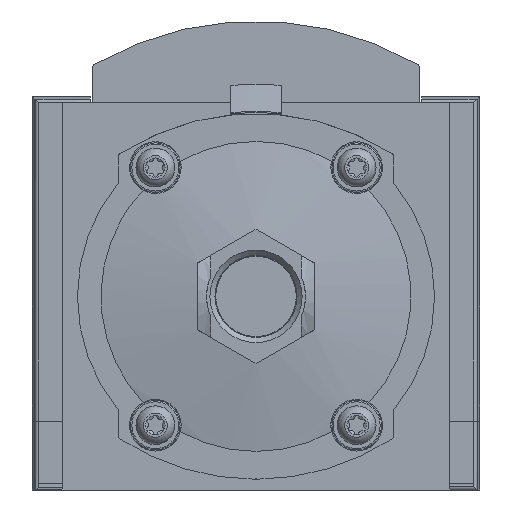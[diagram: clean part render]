
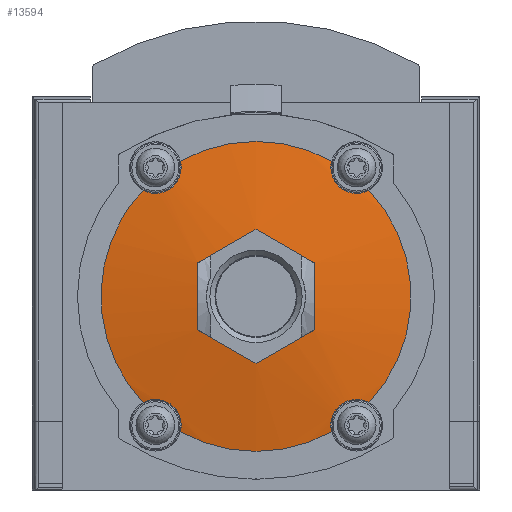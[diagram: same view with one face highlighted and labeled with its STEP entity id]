
A CAD part, front view. The second image highlights one B-rep face of the part: STEP entity #13594.
In plain terms, the highlighted spherical face has radius 160 mm.
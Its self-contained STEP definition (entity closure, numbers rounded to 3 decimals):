
#2679=SPHERICAL_SURFACE('',#14326,160.);
#2741=B_SPLINE_CURVE_WITH_KNOTS('',3,(#19247,#19248,#19249,#19250,#19251,
#19252,#19253),.UNSPECIFIED.,.F.,.F.,(4,1,1,1,4),(0.,0.004,
0.007,0.011,0.014),
 .UNSPECIFIED.);
#2742=B_SPLINE_CURVE_WITH_KNOTS('',3,(#19257,#19258,#19259,#19260,#19261,
#19262,#19263),.UNSPECIFIED.,.F.,.F.,(4,1,1,1,4),(0.,0.004,
0.007,0.011,0.014),
 .UNSPECIFIED.);
#2743=B_SPLINE_CURVE_WITH_KNOTS('',3,(#19267,#19268,#19269,#19270,#19271,
#19272,#19273),.UNSPECIFIED.,.F.,.F.,(4,1,1,1,4),(0.,0.004,
0.007,0.011,0.014),
 .UNSPECIFIED.);
#2744=B_SPLINE_CURVE_WITH_KNOTS('',3,(#19277,#19278,#19279,#19280,#19281,
#19282,#19283),.UNSPECIFIED.,.F.,.F.,(4,1,1,1,4),(0.,0.004,
0.007,0.011,0.014),
 .UNSPECIFIED.);
#2891=ORIENTED_EDGE('',*,*,#6137,.F.);
#2892=ORIENTED_EDGE('',*,*,#6138,.T.);
#2893=ORIENTED_EDGE('',*,*,#6139,.F.);
#2894=ORIENTED_EDGE('',*,*,#6140,.T.);
#2895=ORIENTED_EDGE('',*,*,#6141,.F.);
#2896=ORIENTED_EDGE('',*,*,#6142,.T.);
#2897=ORIENTED_EDGE('',*,*,#6143,.F.);
#2898=ORIENTED_EDGE('',*,*,#6144,.T.);
#2899=ORIENTED_EDGE('',*,*,#6145,.F.);
#2900=ORIENTED_EDGE('',*,*,#6146,.F.);
#2901=ORIENTED_EDGE('',*,*,#6147,.F.);
#2902=ORIENTED_EDGE('',*,*,#6148,.F.);
#2903=ORIENTED_EDGE('',*,*,#6149,.F.);
#2904=ORIENTED_EDGE('',*,*,#6150,.F.);
#6137=EDGE_CURVE('',#7744,#7745,#8821,.T.);
#6138=EDGE_CURVE('',#7744,#7746,#2741,.T.);
#6139=EDGE_CURVE('',#7747,#7746,#8822,.T.);
#6140=EDGE_CURVE('',#7747,#7748,#2742,.T.);
#6141=EDGE_CURVE('',#7749,#7748,#8823,.T.);
#6142=EDGE_CURVE('',#7749,#7750,#2743,.T.);
#6143=EDGE_CURVE('',#7751,#7750,#8824,.T.);
#6144=EDGE_CURVE('',#7751,#7745,#2744,.T.);
#6145=EDGE_CURVE('',#7752,#7753,#8825,.F.);
#6146=EDGE_CURVE('',#7754,#7752,#8826,.F.);
#6147=EDGE_CURVE('',#7755,#7754,#8827,.F.);
#6148=EDGE_CURVE('',#7756,#7755,#8828,.F.);
#6149=EDGE_CURVE('',#7757,#7756,#8829,.F.);
#6150=EDGE_CURVE('',#7753,#7757,#8830,.F.);
#7744=VERTEX_POINT('',#19245);
#7745=VERTEX_POINT('',#19246);
#7746=VERTEX_POINT('',#19254);
#7747=VERTEX_POINT('',#19256);
#7748=VERTEX_POINT('',#19264);
#7749=VERTEX_POINT('',#19266);
#7750=VERTEX_POINT('',#19274);
#7751=VERTEX_POINT('',#19276);
#7752=VERTEX_POINT('',#19285);
#7753=VERTEX_POINT('',#19286);
#7754=VERTEX_POINT('',#19288);
#7755=VERTEX_POINT('',#19290);
#7756=VERTEX_POINT('',#19292);
#7757=VERTEX_POINT('',#19294);
#8821=CIRCLE('',#14327,36.032);
#8822=CIRCLE('',#14328,36.032);
#8823=CIRCLE('',#14329,36.032);
#8824=CIRCLE('',#14330,36.032);
#8825=CIRCLE('',#14331,159.429);
#8826=CIRCLE('',#14332,159.429);
#8827=CIRCLE('',#14333,159.429);
#8828=CIRCLE('',#14334,159.429);
#8829=CIRCLE('',#14335,159.429);
#8830=CIRCLE('',#14336,159.429);
#9312=EDGE_LOOP('',(#2891,#2892,#2893,#2894,#2895,#2896,#2897,#2898));
#9313=EDGE_LOOP('',(#2899,#2900,#2901,#2902,#2903,#2904));
#10188=FACE_BOUND('',#9312,.T.);
#10189=FACE_BOUND('',#9313,.T.);
#13594=ADVANCED_FACE('',(#10188,#10189),#2679,.T.);
#14326=AXIS2_PLACEMENT_3D('',#19243,#15569,#15570);
#14327=AXIS2_PLACEMENT_3D('',#19244,#15571,#15572);
#14328=AXIS2_PLACEMENT_3D('',#19255,#15573,#15574);
#14329=AXIS2_PLACEMENT_3D('',#19265,#15575,#15576);
#14330=AXIS2_PLACEMENT_3D('',#19275,#15577,#15578);
#14331=AXIS2_PLACEMENT_3D('',#19284,#15579,#15580);
#14332=AXIS2_PLACEMENT_3D('',#19287,#15581,#15582);
#14333=AXIS2_PLACEMENT_3D('',#19289,#15583,#15584);
#14334=AXIS2_PLACEMENT_3D('',#19291,#15585,#15586);
#14335=AXIS2_PLACEMENT_3D('',#19293,#15587,#15588);
#14336=AXIS2_PLACEMENT_3D('',#19295,#15589,#15590);
#15569=DIRECTION('',(0.,-1.,0.));
#15570=DIRECTION('',(-1.,0.,0.));
#15571=DIRECTION('',(0.,1.,0.));
#15572=DIRECTION('',(0.,0.,1.));
#15573=DIRECTION('',(0.,1.,0.));
#15574=DIRECTION('',(0.,0.,1.));
#15575=DIRECTION('',(0.,1.,0.));
#15576=DIRECTION('',(0.,0.,1.));
#15577=DIRECTION('',(0.,1.,0.));
#15578=DIRECTION('',(0.,0.,1.));
#15579=DIRECTION('',(0.5,0.,0.866));
#15580=DIRECTION('',(0.866,0.,-0.5));
#15581=DIRECTION('',(1.,0.,0.));
#15582=DIRECTION('',(0.,0.,-1.));
#15583=DIRECTION('',(0.5,0.,-0.866));
#15584=DIRECTION('',(-0.866,0.,-0.5));
#15585=DIRECTION('',(-0.5,0.,-0.866));
#15586=DIRECTION('',(-0.866,0.,0.5));
#15587=DIRECTION('',(-1.,0.,0.));
#15588=DIRECTION('',(0.,0.,1.));
#15589=DIRECTION('',(-0.5,0.,0.866));
#15590=DIRECTION('',(0.866,0.,0.5));
#19243=CARTESIAN_POINT('',(0.,-162.61,0.));
#19244=CARTESIAN_POINT('',(0.,-318.5,0.));
#19245=CARTESIAN_POINT('',(26.26,-318.5,24.672));
#19246=CARTESIAN_POINT('',(26.26,-318.5,-24.672));
#19247=CARTESIAN_POINT('',(26.26,-318.5,24.672));
#19248=CARTESIAN_POINT('',(25.245,-318.758,24.121));
#19249=CARTESIAN_POINT('',(22.917,-319.203,23.618));
#19250=CARTESIAN_POINT('',(19.482,-319.464,24.932));
#19251=CARTESIAN_POINT('',(17.373,-319.204,27.945));
#19252=CARTESIAN_POINT('',(17.297,-318.758,30.331));
#19253=CARTESIAN_POINT('',(17.587,-318.5,31.449));
#19254=CARTESIAN_POINT('',(17.587,-318.5,31.449));
#19255=CARTESIAN_POINT('',(0.,-318.5,0.));
#19256=CARTESIAN_POINT('',(-17.587,-318.5,31.449));
#19257=CARTESIAN_POINT('',(-17.587,-318.5,31.449));
#19258=CARTESIAN_POINT('',(-17.297,-318.758,30.331));
#19259=CARTESIAN_POINT('',(-17.372,-319.203,27.95));
#19260=CARTESIAN_POINT('',(-19.478,-319.464,24.935));
#19261=CARTESIAN_POINT('',(-22.912,-319.204,23.618));
#19262=CARTESIAN_POINT('',(-25.245,-318.758,24.121));
#19263=CARTESIAN_POINT('',(-26.26,-318.5,24.672));
#19264=CARTESIAN_POINT('',(-26.26,-318.5,24.672));
#19265=CARTESIAN_POINT('',(0.,-318.5,0.));
#19266=CARTESIAN_POINT('',(-26.26,-318.5,-24.672));
#19267=CARTESIAN_POINT('',(-26.26,-318.5,-24.672));
#19268=CARTESIAN_POINT('',(-25.245,-318.758,-24.121));
#19269=CARTESIAN_POINT('',(-22.917,-319.203,-23.618));
#19270=CARTESIAN_POINT('',(-19.482,-319.464,-24.932));
#19271=CARTESIAN_POINT('',(-17.373,-319.204,-27.945));
#19272=CARTESIAN_POINT('',(-17.297,-318.758,-30.331));
#19273=CARTESIAN_POINT('',(-17.587,-318.5,-31.449));
#19274=CARTESIAN_POINT('',(-17.587,-318.5,-31.449));
#19275=CARTESIAN_POINT('',(0.,-318.5,0.));
#19276=CARTESIAN_POINT('',(17.587,-318.5,-31.449));
#19277=CARTESIAN_POINT('',(17.587,-318.5,-31.449));
#19278=CARTESIAN_POINT('',(17.297,-318.758,-30.331));
#19279=CARTESIAN_POINT('',(17.372,-319.203,-27.95));
#19280=CARTESIAN_POINT('',(19.478,-319.464,-24.935));
#19281=CARTESIAN_POINT('',(22.912,-319.204,-23.618));
#19282=CARTESIAN_POINT('',(25.245,-318.758,-24.121));
#19283=CARTESIAN_POINT('',(26.26,-318.5,-24.672));
#19284=CARTESIAN_POINT('',(6.75,-162.61,11.691));
#19285=CARTESIAN_POINT('',(13.5,-321.849,7.794));
#19286=CARTESIAN_POINT('',(0.,-321.849,15.588));
#19287=CARTESIAN_POINT('',(13.5,-162.61,0.));
#19288=CARTESIAN_POINT('',(13.5,-321.849,-7.794));
#19289=CARTESIAN_POINT('',(6.75,-162.61,-11.691));
#19290=CARTESIAN_POINT('',(0.,-321.849,-15.588));
#19291=CARTESIAN_POINT('',(-6.75,-162.61,-11.691));
#19292=CARTESIAN_POINT('',(-13.5,-321.849,-7.794));
#19293=CARTESIAN_POINT('',(-13.5,-162.61,0.));
#19294=CARTESIAN_POINT('',(-13.5,-321.849,7.794));
#19295=CARTESIAN_POINT('',(-6.75,-162.61,11.691));
